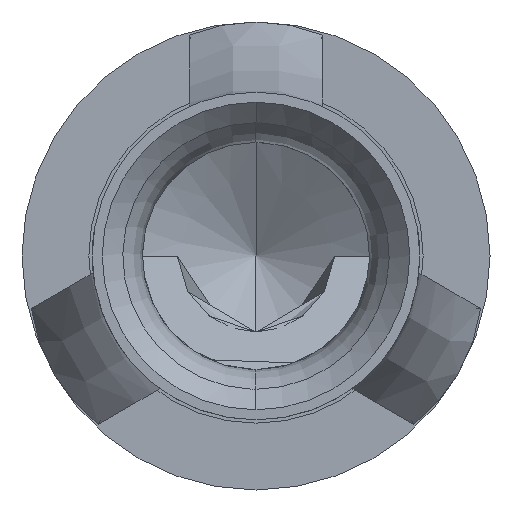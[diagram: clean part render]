
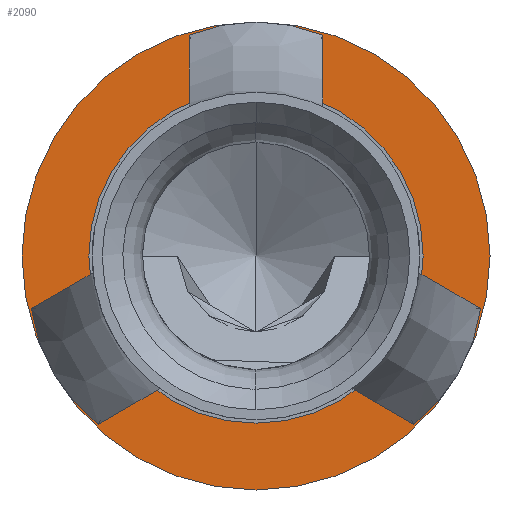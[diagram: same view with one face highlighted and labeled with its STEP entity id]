
A CAD part, left-side view. The second image highlights one B-rep face of the part: STEP entity #2090.
In plain terms, the highlighted planar face has unit normal (-1, 0, 0).
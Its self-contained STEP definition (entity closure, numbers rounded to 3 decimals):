
#547=CARTESIAN_POINT('',(0.95,0.,0.));
#548=DIRECTION('',(1.,0.,0.));
#549=DIRECTION('',(0.,0.,-1.));
#550=AXIS2_PLACEMENT_3D('',#547,#548,#549);
#552=CARTESIAN_POINT('',(0.95,0.,0.));
#553=DIRECTION('',(1.,0.,0.));
#554=DIRECTION('',(0.,0.,1.));
#555=AXIS2_PLACEMENT_3D('',#552,#553,#554);
#557=CARTESIAN_POINT('',(0.95,0.,0.));
#558=DIRECTION('',(-1.,0.,0.));
#559=DIRECTION('',(0.,0.,-1.));
#560=AXIS2_PLACEMENT_3D('',#557,#558,#559);
#562=CARTESIAN_POINT('',(0.95,0.,0.));
#563=DIRECTION('',(-1.,0.,0.));
#564=DIRECTION('',(0.,0.,1.));
#565=AXIS2_PLACEMENT_3D('',#562,#563,#564);
#1449=CARTESIAN_POINT('',(0.95,0.,1.25));
#1450=CARTESIAN_POINT('',(0.95,0.,-1.25));
#1451=VERTEX_POINT('',#1449);
#1452=VERTEX_POINT('',#1450);
#1457=CARTESIAN_POINT('',(0.95,0.,-1.75));
#1458=CARTESIAN_POINT('',(0.95,0.,1.75));
#1459=VERTEX_POINT('',#1457);
#1460=VERTEX_POINT('',#1458);
#2075=CARTESIAN_POINT('',(0.95,0.,0.));
#2076=DIRECTION('',(1.,0.,0.));
#2077=DIRECTION('',(0.,0.,-1.));
#2078=AXIS2_PLACEMENT_3D('',#2075,#2076,#2077);
#2079=PLANE('',#2078);
#2081=ORIENTED_EDGE('',*,*,#2080,.T.);
#2083=ORIENTED_EDGE('',*,*,#2082,.T.);
#2084=EDGE_LOOP('',(#2081,#2083));
#2085=FACE_OUTER_BOUND('',#2084,.F.);
#2086=ORIENTED_EDGE('',*,*,#2068,.T.);
#2087=ORIENTED_EDGE('',*,*,#2057,.T.);
#2088=EDGE_LOOP('',(#2086,#2087));
#2089=FACE_BOUND('',#2088,.F.);
#2090=ADVANCED_FACE('',(#2085,#2089),#2079,.F.);
#551=CIRCLE('',#550,1.75);
#556=CIRCLE('',#555,1.75);
#561=CIRCLE('',#560,1.25);
#566=CIRCLE('',#565,1.25);
#2057=EDGE_CURVE('',#1451,#1452,#566,.T.);
#2068=EDGE_CURVE('',#1452,#1451,#561,.T.);
#2080=EDGE_CURVE('',#1459,#1460,#551,.T.);
#2082=EDGE_CURVE('',#1460,#1459,#556,.T.);
